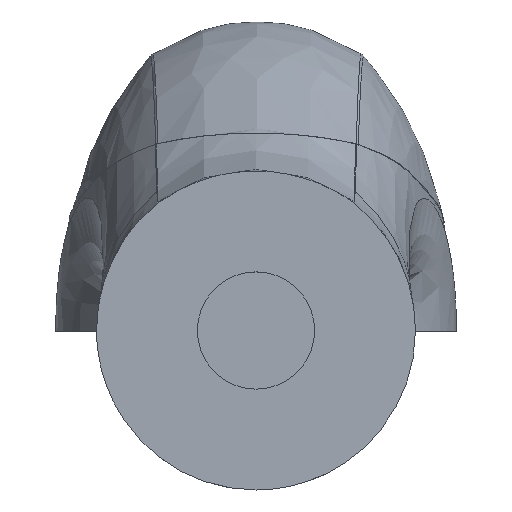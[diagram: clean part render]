
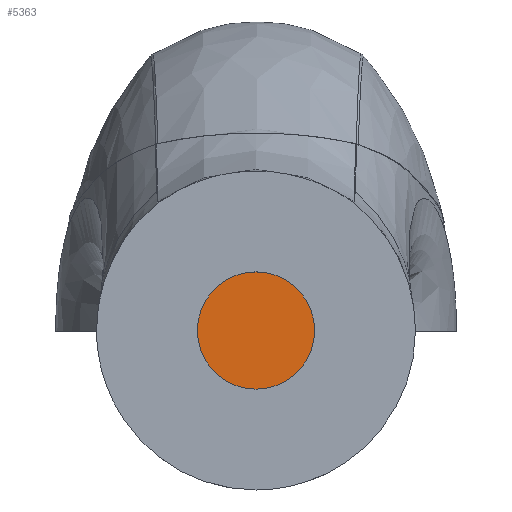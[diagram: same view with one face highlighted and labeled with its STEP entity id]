
A CAD part, top view. The second image highlights one B-rep face of the part: STEP entity #5363.
In plain terms, the highlighted planar face has unit normal (0, 0, 1).
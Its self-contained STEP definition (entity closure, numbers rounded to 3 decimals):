
#33 = CARTESIAN_POINT ( 'NONE',  ( -25., 0., 554.5 ) ) ;
#917 = AXIS2_PLACEMENT_3D ( 'NONE', #1174, #1788, #1717 ) ;
#1164 = PLANE ( 'NONE',  #7133 ) ;
#1174 = CARTESIAN_POINT ( 'NONE',  ( 0., 0., 554.5 ) ) ;
#1518 = EDGE_LOOP ( 'NONE', ( #1908 ) ) ;
#1717 = DIRECTION ( 'NONE',  ( -1., 0., 0. ) ) ;
#1788 = DIRECTION ( 'NONE',  ( 0., 0., -1. ) ) ;
#1908 = ORIENTED_EDGE ( 'NONE', *, *, #5586, .F. ) ;
#2529 = CIRCLE ( 'NONE', #917, 25. ) ;
#3907 = FACE_OUTER_BOUND ( 'NONE', #1518, .T. ) ;
#3979 = DIRECTION ( 'NONE',  ( 0., -1., 0. ) ) ;
#4975 = VERTEX_POINT ( 'NONE', #33 ) ;
#5363 = ADVANCED_FACE ( 'NONE', ( #3907 ), #1164, .F. ) ;
#5586 = EDGE_CURVE ( 'NONE', #4975, #4975, #2529, .T. ) ;
#6575 = DIRECTION ( 'NONE',  ( 0., 0., -1. ) ) ;
#6681 = CARTESIAN_POINT ( 'NONE',  ( 0., 0., 554.5 ) ) ;
#7133 = AXIS2_PLACEMENT_3D ( 'NONE', #6681, #6575, #3979 ) ;
